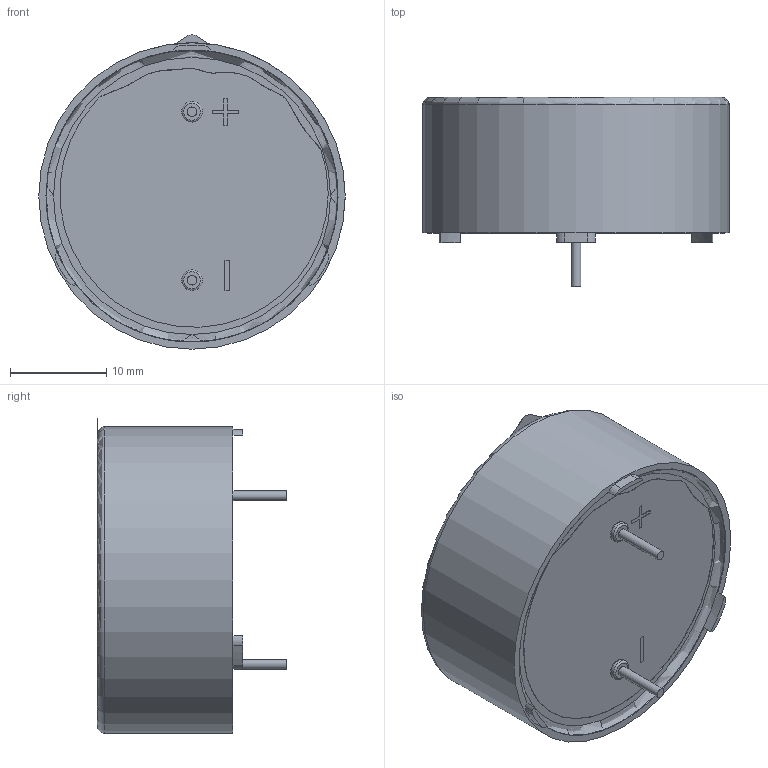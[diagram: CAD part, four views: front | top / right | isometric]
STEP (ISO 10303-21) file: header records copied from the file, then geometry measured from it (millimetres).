
FILE_DESCRIPTION(/* description */ (''),/* implementation_level */ '2;1');
FILE_NAME(/* name */ 'AST-03208MR-R.ipt.step',/* time_stamp */ '2024-02-07T22:30:32-05:00',/* author */ ('J.D.'),/* organization */ (''),/* preprocessor_version */ 'ST-DEVELOPER v20',/* originating_system */ 'Autodesk Inventor 2024',/* authorisation */ '');
FILE_SCHEMA (('AUTOMOTIVE_DESIGN { 1 0 10303 214 3 1 1 }'));
Length unit declared in the file: millimetre
Products named in the file (1): AST-03208MR-2-R
Bounding box: 31.9 x 19.72 x 32.73 mm (x, y, z)
Volume: 2084.4 mm3; surface area: 5812.3 mm2
Topology: 3 solids, 4 shells, 413 faces, 1055 edges, 703 vertices
Faces by surface type: plane 293, bspline 76, cylinder 38, torus 6
Full cylindrical faces by diameter (mm): 1 x2, 2.15 x2, 2.45 x19, 30.4 x2, 31.9 x1
Entity records: 13716 total; most frequent: CARTESIAN_POINT 3636, ORIENTED_EDGE 2110, DIRECTION 1685, EDGE_CURVE 1055, LINE 799, VECTOR 799, VERTEX_POINT 703, EDGE_LOOP 466
